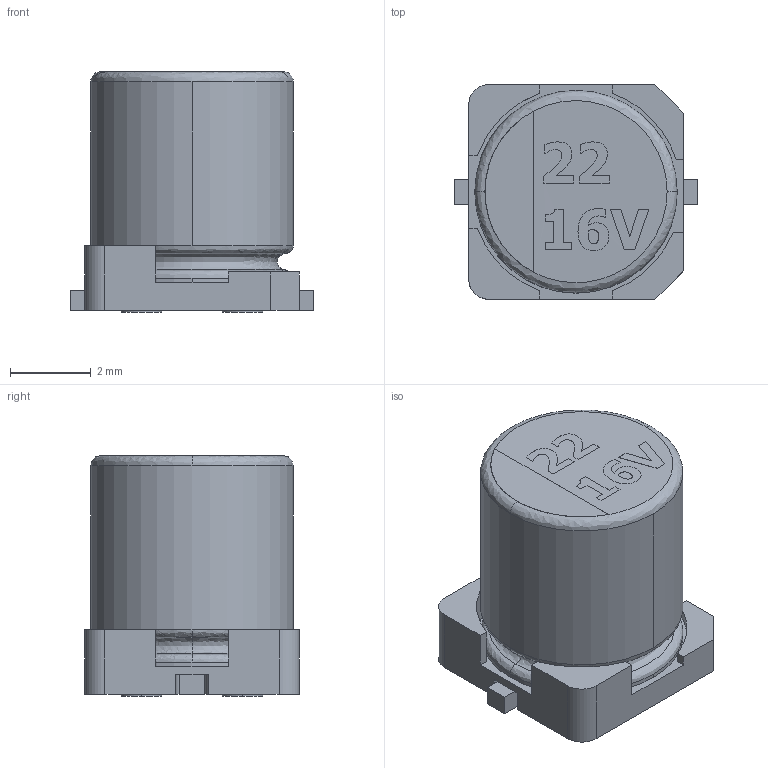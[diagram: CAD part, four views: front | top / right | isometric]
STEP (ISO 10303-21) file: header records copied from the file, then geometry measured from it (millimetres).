
FILE_DESCRIPTION (( 'STEP AP214' ), '1' );
FILE_NAME ('User Library-SMD Polymer Aluminum Electrolytic Capacitors B6 22uF 16V.STEP', '2017-08-02T07:11:50', ( 'Windows User' ), ( '' ), 'SwSTEP 2.0', 'SolidWorks 2017', '' );
FILE_SCHEMA (( 'AUTOMOTIVE_DESIGN' ));
Length unit declared in the file: millimetre
Products named in the file (1): User Library-SMD Polymer Aluminum Electrolytic Capacitors B6 22uF 16V
Bounding box: 6 x 5.3 x 5.95 mm (x, y, z)
Volume: 121.8 mm3; surface area: 181.3 mm2
Topology: 1 solids, 1 shells, 158 faces, 407 edges, 262 vertices
Faces by surface type: plane 86, bspline 47, cylinder 25
Entity records: 6838 total; most frequent: CARTESIAN_POINT 1461, ORIENTED_EDGE 814, DIRECTION 628, EDGE_CURVE 407, VERTEX_POINT 262, VECTOR 250, LINE 250, AXIS2_PLACEMENT_3D 189
